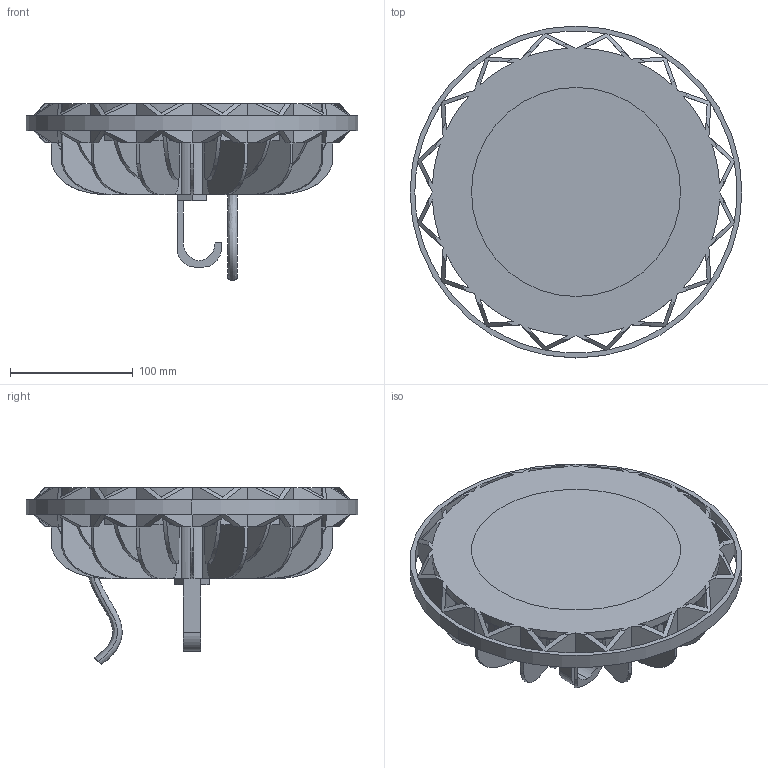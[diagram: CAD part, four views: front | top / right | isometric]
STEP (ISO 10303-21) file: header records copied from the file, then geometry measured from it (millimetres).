
FILE_DESCRIPTION (( 'STEP AP214' ), '1' );
FILE_NAME ('栱殣.STEP', '2018-05-18T10:59:34', ( '' ), ( '' ), 'SwSTEP 2.0', 'SolidWorks 2014', '' );
FILE_SCHEMA (( 'AUTOMOTIVE_DESIGN' ));
Length unit declared in the file: millimetre
Products named in the file (1): 栱殣
Bounding box: 270 x 270 x 143.73 mm (x, y, z)
Volume: 1310487.4 mm3; surface area: 418841.3 mm2
Topology: 2 solids, 2 shells, 1186 faces, 3202 edges, 2095 vertices
Faces by surface type: plane 938, cylinder 123, bspline 66, cone 59
Entity records: 52837 total; most frequent: CARTESIAN_POINT 10572, ORIENTED_EDGE 6404, DIRECTION 5433, EDGE_CURVE 3202, LINE 2423, VECTOR 2423, VERTEX_POINT 2095, AXIS2_PLACEMENT_3D 1505
